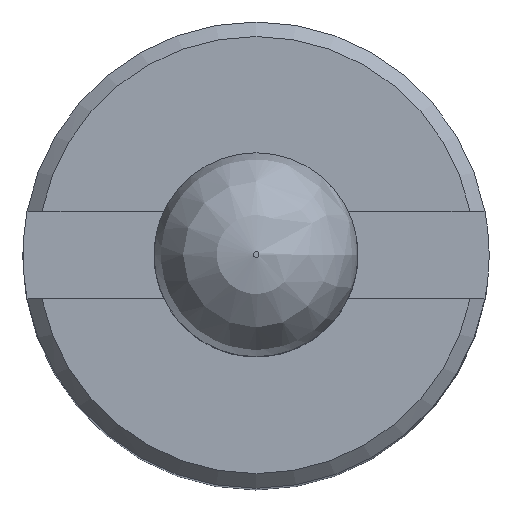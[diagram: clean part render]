
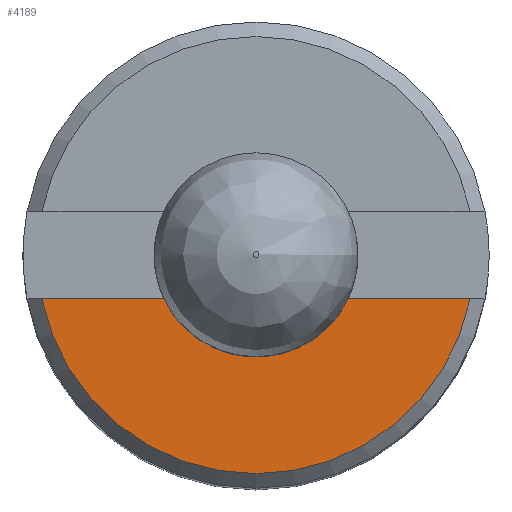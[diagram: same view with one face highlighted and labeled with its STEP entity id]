
A CAD part, top view. The second image highlights one B-rep face of the part: STEP entity #4189.
In plain terms, the highlighted face is planar.
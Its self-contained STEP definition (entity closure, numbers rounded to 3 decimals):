
#565=FACE_OUTER_BOUND('',#810,.T.);
#810=EDGE_LOOP('',(#3603,#3604,#3605,#3606));
#1086=LINE('',#9343,#1367);
#1092=LINE('',#9363,#1373);
#1367=VECTOR('',#5196,10.);
#1373=VECTOR('',#5204,10.);
#1496=CIRCLE('',#4488,7.5);
#1497=CIRCLE('',#4489,3.5);
#1866=VERTEX_POINT('',#9339);
#1868=VERTEX_POINT('',#9342);
#1872=VERTEX_POINT('',#9353);
#1875=VERTEX_POINT('',#9359);
#2437=EDGE_CURVE('',#1868,#1866,#1086,.T.);
#2445=EDGE_CURVE('',#1872,#1875,#1092,.T.);
#2468=EDGE_CURVE('',#1875,#1868,#1496,.T.);
#2469=EDGE_CURVE('',#1872,#1866,#1497,.T.);
#3603=ORIENTED_EDGE('',*,*,#2445,.T.);
#3604=ORIENTED_EDGE('',*,*,#2468,.T.);
#3605=ORIENTED_EDGE('',*,*,#2437,.T.);
#3606=ORIENTED_EDGE('',*,*,#2469,.F.);
#3749=PLANE('',#4487);
#4189=ADVANCED_FACE('',(#565),#3749,.T.);
#4487=AXIS2_PLACEMENT_3D('',#9409,#5248,#5249);
#4488=AXIS2_PLACEMENT_3D('',#9410,#5250,#5251);
#4489=AXIS2_PLACEMENT_3D('',#9411,#5252,#5253);
#5196=DIRECTION('',(0.,1.,0.));
#5204=DIRECTION('',(0.,1.,0.));
#5248=DIRECTION('center_axis',(1.,0.,0.));
#5249=DIRECTION('ref_axis',(0.,0.,-1.));
#5250=DIRECTION('center_axis',(1.,0.,0.));
#5251=DIRECTION('ref_axis',(0.,1.,0.));
#5252=DIRECTION('center_axis',(1.,0.,0.));
#5253=DIRECTION('ref_axis',(0.,1.,0.));
#9339=CARTESIAN_POINT('',(80.,-3.162,1.5));
#9342=CARTESIAN_POINT('',(80.,-7.348,1.5));
#9343=CARTESIAN_POINT('',(80.,6.923,1.5));
#9353=CARTESIAN_POINT('',(80.,3.162,1.5));
#9359=CARTESIAN_POINT('',(80.,7.348,1.5));
#9363=CARTESIAN_POINT('',(80.,6.923,1.5));
#9409=CARTESIAN_POINT('Origin',(80.,5.5,0.));
#9410=CARTESIAN_POINT('Origin',(80.,0.,0.));
#9411=CARTESIAN_POINT('Origin',(80.,0.,0.));
